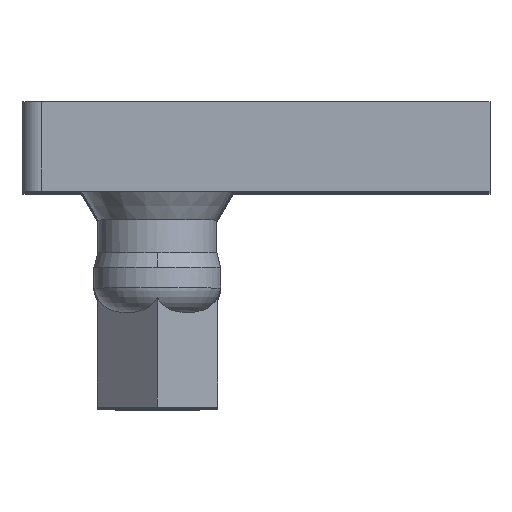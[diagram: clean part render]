
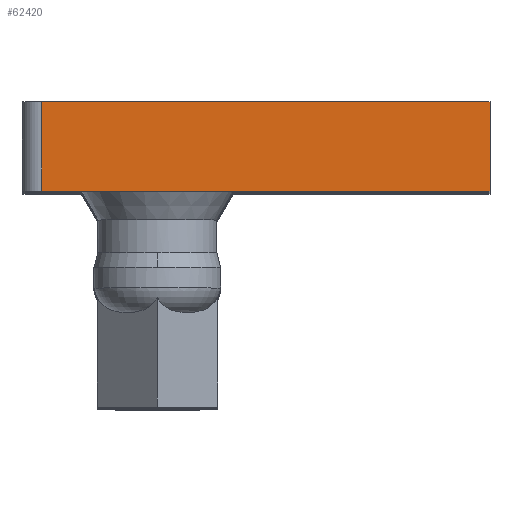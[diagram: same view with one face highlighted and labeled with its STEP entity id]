
A CAD part, top view. The second image highlights one B-rep face of the part: STEP entity #62420.
In plain terms, the highlighted planar face has unit normal (0, 0, 1).
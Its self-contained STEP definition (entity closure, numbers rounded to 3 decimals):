
#48490=CARTESIAN_POINT('',(-18.541,42.812,
60.425));
#48500=VERTEX_POINT('',#48490);
#48530=CARTESIAN_POINT('',(-18.284,42.812,
60.425));
#48540=DIRECTION('',(-1.,0.,0.));
#48550=VECTOR('',#48540,1.);
#48560=LINE('',#48530,#48550);
#48570=CARTESIAN_POINT('',(-7.222,42.812,
60.425));
#48580=VERTEX_POINT('',#48570);
#48590=EDGE_CURVE('',#48580,#48500,#48560,.T.);
#62120=CARTESIAN_POINT('',(-10.722,35.763,
60.425));
#62130=DIRECTION('',(0.,-0.,-1.));
#62140=DIRECTION('',(1.,0.,0.));
#62150=AXIS2_PLACEMENT_3D('',#62120,#62130,#62140);
#62160=PLANE('',#62150);
#62170=ORIENTED_EDGE('',*,*,#48590,.F.);
#62180=CARTESIAN_POINT('',(-18.541,35.763,
60.425));
#62190=DIRECTION('',(0.,1.,0.));
#62200=VECTOR('',#62190,1.);
#62210=LINE('',#62180,#62200);
#62220=CARTESIAN_POINT('',(-18.541,45.062,
60.425));
#62230=VERTEX_POINT('',#62220);
#62240=EDGE_CURVE('',#48500,#62230,#62210,.T.);
#62250=ORIENTED_EDGE('',*,*,#62240,.F.);
#62260=CARTESIAN_POINT('',(-18.284,45.062,
60.425));
#62270=DIRECTION('',(-1.,0.,0.));
#62280=VECTOR('',#62270,1.);
#62290=LINE('',#62260,#62280);
#62300=CARTESIAN_POINT('',(-7.222,45.062,
60.425));
#62310=VERTEX_POINT('',#62300);
#62320=EDGE_CURVE('',#62310,#62230,#62290,.T.);
#62330=ORIENTED_EDGE('',*,*,#62320,.T.);
#62340=CARTESIAN_POINT('',(-7.222,42.812,
60.425));
#62350=DIRECTION('',(0.,-1.,0.));
#62360=VECTOR('',#62350,1.);
#62370=LINE('',#62340,#62360);
#62380=EDGE_CURVE('',#62310,#48580,#62370,.T.);
#62390=ORIENTED_EDGE('',*,*,#62380,.F.);
#62400=EDGE_LOOP('',(#62390,#62330,#62250,#62170));
#62410=FACE_OUTER_BOUND('',#62400,.T.);
#62420=ADVANCED_FACE('',(#62410),#62160,.F.);
